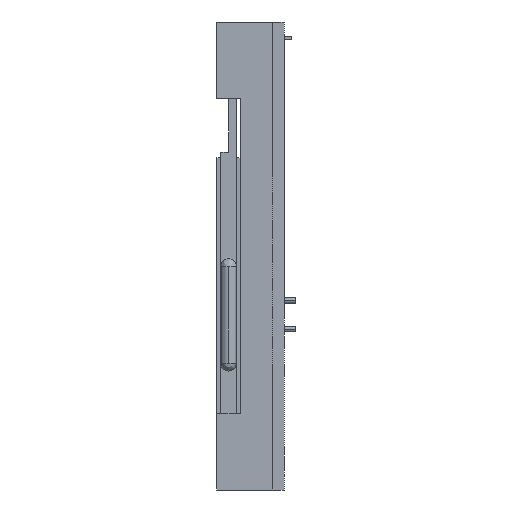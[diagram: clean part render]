
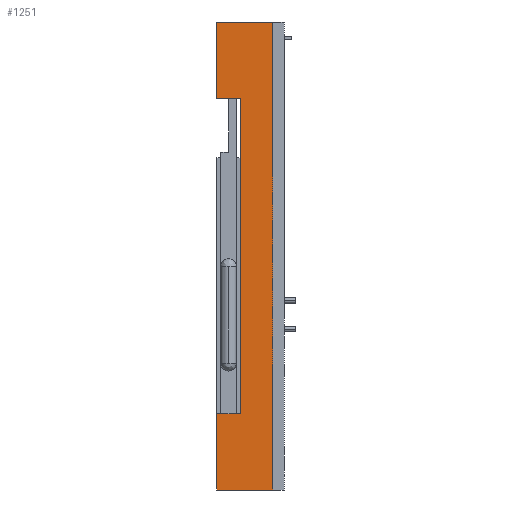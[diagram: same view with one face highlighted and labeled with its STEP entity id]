
A CAD part, left-side view. The second image highlights one B-rep face of the part: STEP entity #1251.
In plain terms, the highlighted planar face has unit normal (-1, 0, 0).
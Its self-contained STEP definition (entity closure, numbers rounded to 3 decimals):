
#1=DIRECTION('',(0.,0.,1.));
#2=VECTOR('',#1,41.7);
#3=CARTESIAN_POINT('',(-29.1,0.,-20.85));
#4=LINE('',#3,#2);
#89=DIRECTION('',(0.,1.,0.));
#90=VECTOR('',#89,2.1);
#91=CARTESIAN_POINT('',(-29.1,2.9,14.05));
#92=LINE('',#91,#90);
#97=DIRECTION('',(0.,-1.,0.));
#98=VECTOR('',#97,5.);
#99=CARTESIAN_POINT('',(-29.1,5.,-20.85));
#100=LINE('',#99,#98);
#145=DIRECTION('',(0.,0.,1.));
#146=VECTOR('',#145,28.1);
#147=CARTESIAN_POINT('',(-29.1,2.9,-14.05));
#148=LINE('',#147,#146);
#429=DIRECTION('',(0.,1.,0.));
#430=VECTOR('',#429,5.);
#431=CARTESIAN_POINT('',(-29.1,0.,20.85));
#432=LINE('',#431,#430);
#445=DIRECTION('',(0.,0.,1.));
#446=VECTOR('',#445,6.8);
#447=CARTESIAN_POINT('',(-29.1,5.,14.05));
#448=LINE('',#447,#446);
#525=DIRECTION('',(0.,0.,1.));
#526=VECTOR('',#525,6.8);
#527=CARTESIAN_POINT('',(-29.1,5.,-20.85));
#528=LINE('',#527,#526);
#625=DIRECTION('',(0.,1.,0.));
#626=VECTOR('',#625,2.1);
#627=CARTESIAN_POINT('',(-29.1,2.9,-14.05));
#628=LINE('',#627,#626);
#899=CARTESIAN_POINT('',(-29.1,0.,-20.85));
#900=CARTESIAN_POINT('',(-29.1,0.,20.85));
#901=VERTEX_POINT('',#899);
#902=VERTEX_POINT('',#900);
#967=CARTESIAN_POINT('',(-29.1,5.,14.05));
#968=VERTEX_POINT('',#967);
#969=CARTESIAN_POINT('',(-29.1,5.,20.85));
#970=VERTEX_POINT('',#969);
#1007=CARTESIAN_POINT('',(-29.1,5.,-20.85));
#1008=VERTEX_POINT('',#1007);
#1009=CARTESIAN_POINT('',(-29.1,5.,-14.05));
#1010=VERTEX_POINT('',#1009);
#1047=CARTESIAN_POINT('',(-29.1,2.9,14.05));
#1048=VERTEX_POINT('',#1047);
#1087=CARTESIAN_POINT('',(-29.1,2.9,-14.05));
#1089=VERTEX_POINT('',#1087);
#1229=CARTESIAN_POINT('',(-29.1,0.,-20.85));
#1230=DIRECTION('',(-1.,0.,0.));
#1231=DIRECTION('',(0.,0.,1.));
#1232=AXIS2_PLACEMENT_3D('',#1229,#1230,#1231);
#1233=PLANE('',#1232);
#1235=ORIENTED_EDGE('',*,*,#1234,.F.);
#1237=ORIENTED_EDGE('',*,*,#1236,.T.);
#1239=ORIENTED_EDGE('',*,*,#1238,.F.);
#1241=ORIENTED_EDGE('',*,*,#1240,.T.);
#1243=ORIENTED_EDGE('',*,*,#1242,.T.);
#1245=ORIENTED_EDGE('',*,*,#1244,.T.);
#1247=ORIENTED_EDGE('',*,*,#1246,.F.);
#1248=ORIENTED_EDGE('',*,*,#1180,.F.);
#1249=EDGE_LOOP('',(#1235,#1237,#1239,#1241,#1243,#1245,#1247,#1248));
#1250=FACE_OUTER_BOUND('',#1249,.F.);
#1251=ADVANCED_FACE('',(#1250),#1233,.T.);
#1180=EDGE_CURVE('',#901,#902,#4,.T.);
#1234=EDGE_CURVE('',#1008,#901,#100,.T.);
#1236=EDGE_CURVE('',#1008,#1010,#528,.T.);
#1238=EDGE_CURVE('',#1089,#1010,#628,.T.);
#1240=EDGE_CURVE('',#1089,#1048,#148,.T.);
#1242=EDGE_CURVE('',#1048,#968,#92,.T.);
#1244=EDGE_CURVE('',#968,#970,#448,.T.);
#1246=EDGE_CURVE('',#902,#970,#432,.T.);
